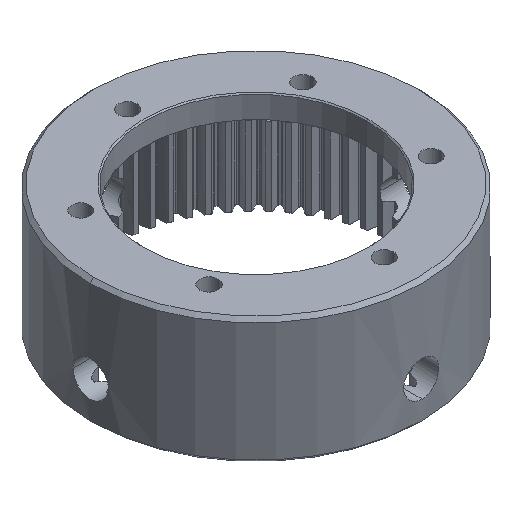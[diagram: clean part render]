
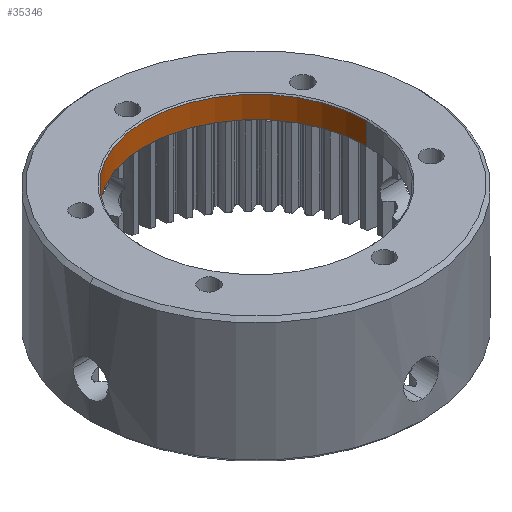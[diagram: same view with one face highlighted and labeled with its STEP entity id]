
A CAD part, isometric view. The second image highlights one B-rep face of the part: STEP entity #35346.
In plain terms, the highlighted cylindrical face has radius 95 mm (diameter 190 mm), a partial arc.
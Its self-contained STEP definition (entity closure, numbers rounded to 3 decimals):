
#1111 = DIRECTION ( 'NONE',  ( 1., 0., 0. ) ) ;
#1112 = DIRECTION ( 'NONE',  ( 0., 0., 1. ) ) ;
#1113 = CARTESIAN_POINT ( 'NONE',  ( 0., 0., 107. ) ) ;
#1114 = AXIS2_PLACEMENT_3D ( 'NONE', #1113, #1112, #1111 ) ;
#1115 = CIRCLE ( 'NONE', #1114, 95. ) ;
#5197 = DIRECTION ( 'NONE',  ( 1., 0., 0. ) ) ;
#5198 = DIRECTION ( 'NONE',  ( 0., 0., -1. ) ) ;
#5199 = CARTESIAN_POINT ( 'NONE',  ( 0., 0., 88.2 ) ) ;
#5200 = AXIS2_PLACEMENT_3D ( 'NONE', #5199, #5198, #5197 ) ;
#5201 = CIRCLE ( 'NONE', #5200, 95. ) ;
#5241 = DIRECTION ( 'NONE',  ( 1., 0., 0. ) ) ;
#5242 = DIRECTION ( 'NONE',  ( 0., 0., 1. ) ) ;
#5243 = AXIS2_PLACEMENT_3D ( 'NONE', #5245, #5242, #5241 ) ;
#5245 = CARTESIAN_POINT ( 'NONE',  ( 0., 0., -0.001 ) ) ;
#5246 = CYLINDRICAL_SURFACE ( 'NONE', #5243, 95. ) ;
#5247 = FACE_OUTER_BOUND ( 'NONE', #35341, .T. ) ;
#6147 = EDGE_CURVE ( 'NONE', #39056, #39048, #40145, .T. ) ;
#6282 = EDGE_CURVE ( 'NONE', #39057, #39214, #7828, .T. ) ;
#7825 = DIRECTION ( 'NONE',  ( 0., 0., 1. ) ) ;
#7826 = VECTOR ( 'NONE', #7825, 1000. ) ;
#7827 = CARTESIAN_POINT ( 'NONE',  ( -95., 0., -0.001 ) ) ;
#7828 = LINE ( 'NONE', #7827, #7826 ) ;
#31278 = CARTESIAN_POINT ( 'NONE',  ( -95., 0., 88.2 ) ) ;
#31279 = CARTESIAN_POINT ( 'NONE',  ( 95., 0., 88.2 ) ) ;
#31297 = CARTESIAN_POINT ( 'NONE',  ( 95., 0., 107. ) ) ;
#31657 = CARTESIAN_POINT ( 'NONE',  ( -95., 0., 107. ) ) ;
#35313 = ORIENTED_EDGE ( 'NONE', *, *, #6282, .F. ) ;
#35336 = EDGE_CURVE ( 'NONE', #39057, #39056, #5201, .T. ) ;
#35340 = ORIENTED_EDGE ( 'NONE', *, *, #6147, .T. ) ;
#35341 = EDGE_LOOP ( 'NONE', ( #35313, #35342, #35340, #35414 ) ) ;
#35342 = ORIENTED_EDGE ( 'NONE', *, *, #35336, .T. ) ;
#35346 = ADVANCED_FACE ( 'NONE', ( #5247 ), #5246, .F. ) ;
#35414 = ORIENTED_EDGE ( 'NONE', *, *, #35419, .T. ) ;
#35419 = EDGE_CURVE ( 'NONE', #39048, #39214, #1115, .T. ) ;
#39048 = VERTEX_POINT ( 'NONE', #31297 ) ;
#39056 = VERTEX_POINT ( 'NONE', #31279 ) ;
#39057 = VERTEX_POINT ( 'NONE', #31278 ) ;
#39214 = VERTEX_POINT ( 'NONE', #31657 ) ;
#40137 = DIRECTION ( 'NONE',  ( 0., 0., 1. ) ) ;
#40138 = VECTOR ( 'NONE', #40137, 1000. ) ;
#40145 = LINE ( 'NONE', #40153, #40138 ) ;
#40153 = CARTESIAN_POINT ( 'NONE',  ( 95., 0., -0.001 ) ) ;
